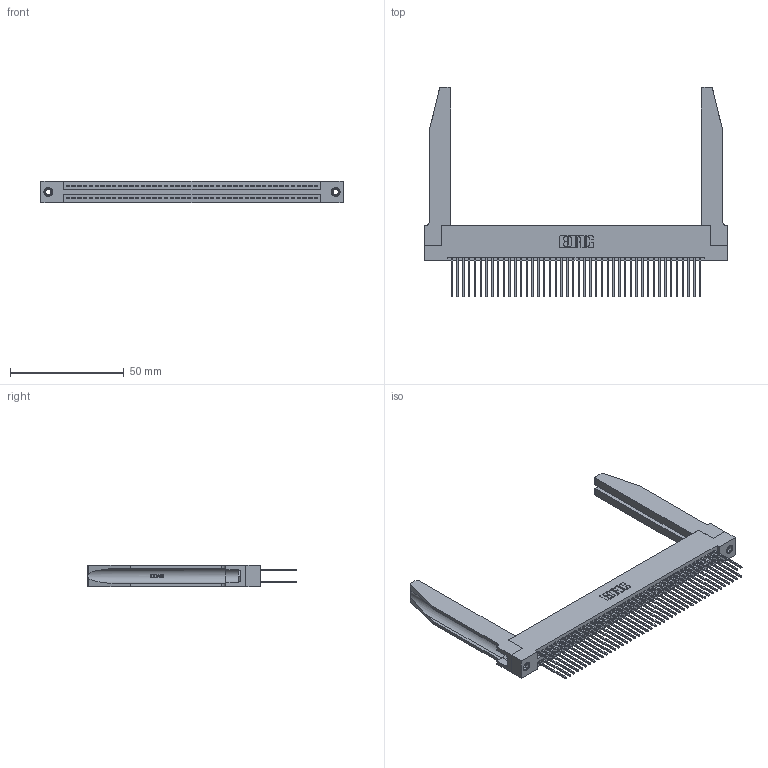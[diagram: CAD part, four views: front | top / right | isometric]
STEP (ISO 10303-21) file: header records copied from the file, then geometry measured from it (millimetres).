
FILE_DESCRIPTION (( 'STEP AP203' ), '1' );
FILE_NAME ('345-088-542-278.STEP', '2019-11-01T12:53:18', ( '' ), ( '' ), 'SwSTEP 2.0', 'SolidWorks 2016', '' );
FILE_SCHEMA (( 'CONFIG_CONTROL_DESIGN' ));
Length unit declared in the file: inch
Products named in the file (5): 345-088-542-278; 345-220-078_345-220-078; 345-292-001_345-293-142; 345-250-001_345-250-001-102; 345 Part_Flush Mounting Lugs - 0.156 Dia-TH
Assembly tree (93 placements, depth 2):
  345-088-542-278
    345 Part_Flush Mounting Lugs - 0.156 Dia-TH
    345-292-001_345-293-142  x88
    345-250-001_345-250-001-102  x2
    345-220-078_345-220-078  x2
Bounding box: 132.99 x 92.25 x 9.4 mm (x, y, z)
Volume: 21118.4 mm3; surface area: 28524.8 mm2
Topology: 93 solids, 93 shells, 4760 faces, 14061 edges, 9246 vertices
Faces by surface type: plane 3126, cylinder 1582, bspline 36, cone 12, torus 4
Entity records: 39012 total; most frequent: CARTESIAN_POINT 7455, ORIENTED_EDGE 6286, DIRECTION 5565, EDGE_CURVE 3143, LINE 2741, VECTOR 2741, VERTEX_POINT 2088, AXIS2_PLACEMENT_3D 1412
